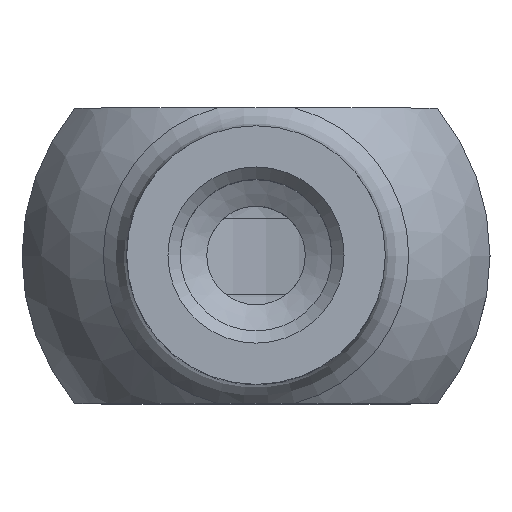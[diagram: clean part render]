
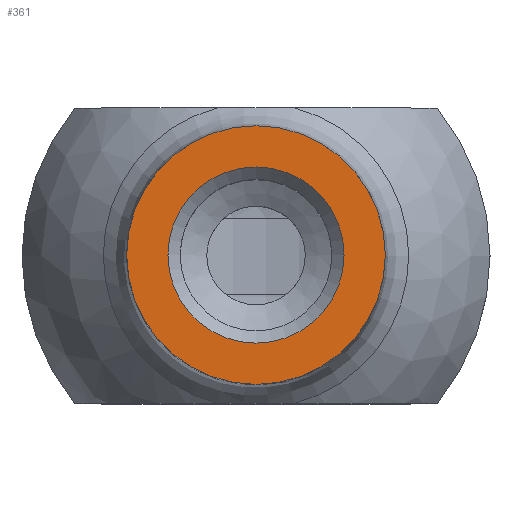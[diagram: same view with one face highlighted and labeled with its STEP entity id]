
A CAD part, top view. The second image highlights one B-rep face of the part: STEP entity #361.
In plain terms, the highlighted planar face has unit normal (0, 0, 1).
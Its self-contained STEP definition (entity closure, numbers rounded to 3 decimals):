
#310=CARTESIAN_POINT('',(-11.923,10.807,22.0));
#311=VERTEX_POINT('',#310);
#312=CARTESIAN_POINT('',(-15.498,10.807,22.0));
#313=DIRECTION('',(0.0,0.0,1.0));
#314=DIRECTION('',(-1.0,0.0,0.0));
#315=AXIS2_PLACEMENT_3D('',#312,#313,#314);
#316=CIRCLE('',#315,3.575);
#317=EDGE_CURVE('',#311,#311,#316,.T.);
#342=CARTESIAN_POINT('',(-15.498,10.807,22.0));
#343=DIRECTION('',(0.0,0.0,-1.0));
#344=DIRECTION('',(-1.0,0.0,0.0));
#345=AXIS2_PLACEMENT_3D('',#342,#343,#344);
#346=PLANE('',#345);
#347=CARTESIAN_POINT('',(-10.248,10.807,22.0));
#348=VERTEX_POINT('',#347);
#349=CARTESIAN_POINT('',(-15.498,10.807,22.0));
#350=DIRECTION('',(0.0,0.0,-1.0));
#351=DIRECTION('',(-1.0,0.0,0.0));
#352=AXIS2_PLACEMENT_3D('',#349,#350,#351);
#353=CIRCLE('',#352,5.25);
#354=EDGE_CURVE('',#348,#348,#353,.T.);
#355=ORIENTED_EDGE('',*,*,#354,.F.);
#356=EDGE_LOOP('',(#355));
#357=FACE_OUTER_BOUND('',#356,.T.);
#358=ORIENTED_EDGE('',*,*,#317,.F.);
#359=EDGE_LOOP('',(#358));
#360=FACE_BOUND('',#359,.T.);
#361=ADVANCED_FACE('',(#357,#360),#346,.F.);
